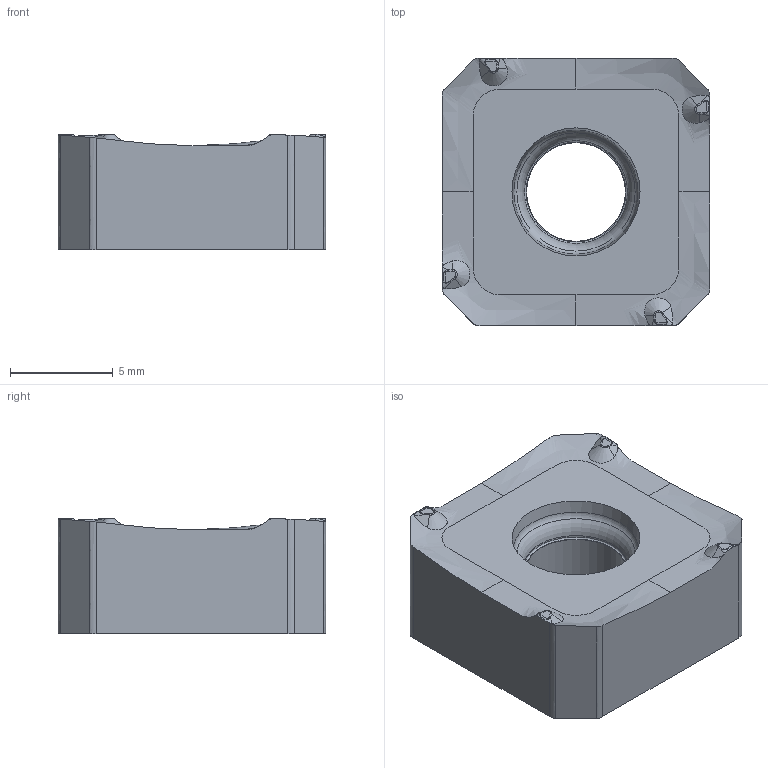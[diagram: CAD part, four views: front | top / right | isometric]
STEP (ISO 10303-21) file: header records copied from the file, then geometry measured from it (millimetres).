
FILE_DESCRIPTION(/* description */ (''),/* implementation_level */ '2;1');
FILE_NAME(/* name */ 'aaa324169_a.stp',/* time_stamp */ '2019-01-28T10:01:51+01:00',/* author */ (''),/* organization */ ('SMS'),/* preprocessor_version */ 'ST-DEVELOPER v15',/* originating_system */ 'SIEMENS PLM Software NX 8.5',/* authorisation */ '');
FILE_SCHEMA (('AUTOMOTIVE_DESIGN { 1 0 10303 214 3 1 1 1 }'));
Length unit declared in the file: millimetre
Products named in the file (1): AAA324169_A
Bounding box: 13 x 13 x 5.6 mm (x, y, z)
Volume: 729.7 mm3; surface area: 620 mm2
Topology: 1 solids, 1 shells, 89 faces, 233 edges, 149 vertices
Faces by surface type: plane 27, cylinder 21, bspline 20, extrusion 8, torus 7, cone 6
Full cylindrical faces by diameter (mm): 4.8 x1
Entity records: 5453 total; most frequent: CARTESIAN_POINT 3415, ORIENTED_EDGE 448, DIRECTION 356, EDGE_CURVE 224, VERTEX_POINT 144, AXIS2_PLACEMENT_3D 136, EDGE_LOOP 98, ADVANCED_FACE 89
